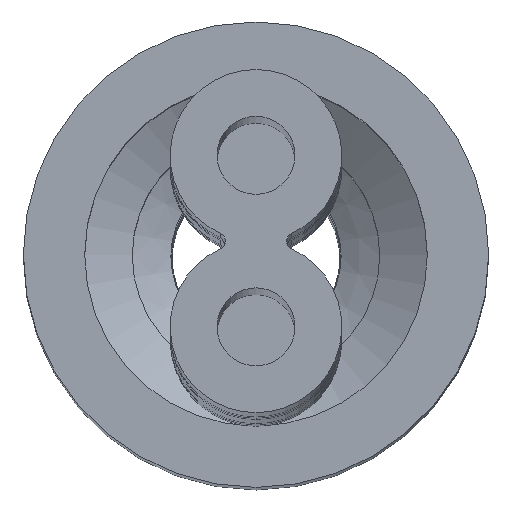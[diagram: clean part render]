
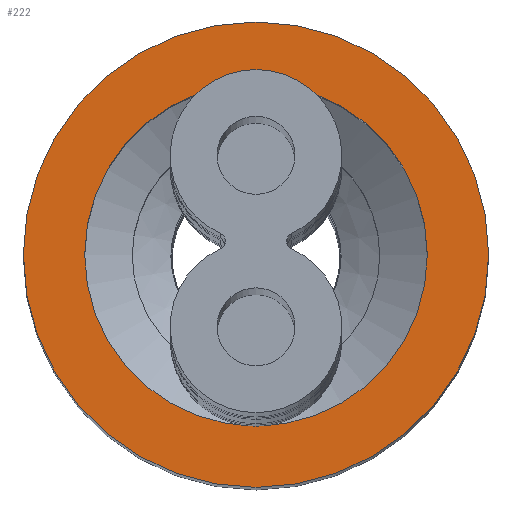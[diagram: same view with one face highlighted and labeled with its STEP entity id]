
A CAD part, top view. The second image highlights one B-rep face of the part: STEP entity #222.
In plain terms, the highlighted planar face has unit normal (0, 0, 1).
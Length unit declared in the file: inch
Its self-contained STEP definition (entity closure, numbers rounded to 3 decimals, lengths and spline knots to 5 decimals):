
#1=CARTESIAN_POINT('',(0.,0.,0.389));
#2=DIRECTION('',(0.,0.,1.));
#3=DIRECTION('',(0.,1.,0.));
#4=AXIS2_PLACEMENT_3D('',#1,#2,#3);
#6=CARTESIAN_POINT('',(0.,0.,0.389));
#7=DIRECTION('',(0.,0.,-1.));
#8=DIRECTION('',(0.,1.,0.));
#9=AXIS2_PLACEMENT_3D('',#6,#7,#8);
#147=CARTESIAN_POINT('',(0.,0.,0.389));
#148=DIRECTION('',(0.,0.,1.));
#149=DIRECTION('',(0.,1.,0.));
#150=AXIS2_PLACEMENT_3D('',#147,#148,#149);
#156=CARTESIAN_POINT('',(0.,0.,0.389));
#157=DIRECTION('',(0.,0.,-1.));
#158=DIRECTION('',(0.,1.,0.));
#159=AXIS2_PLACEMENT_3D('',#156,#157,#158);
#165=CARTESIAN_POINT('',(0.,0.0865,0.389));
#167=VERTEX_POINT('',#165);
#182=CARTESIAN_POINT('',(0.,0.1175,0.389));
#184=VERTEX_POINT('',#182);
#185=CARTESIAN_POINT('',(0.,-0.0865,0.389));
#187=VERTEX_POINT('',#185);
#202=CARTESIAN_POINT('',(0.,-0.1175,0.389));
#204=VERTEX_POINT('',#202);
#205=CARTESIAN_POINT('',(0.,0.,0.389));
#206=DIRECTION('',(0.,0.,1.));
#207=DIRECTION('',(0.,1.,0.));
#208=AXIS2_PLACEMENT_3D('',#205,#206,#207);
#209=PLANE('',#208);
#211=ORIENTED_EDGE('',*,*,#210,.F.);
#213=ORIENTED_EDGE('',*,*,#212,.T.);
#214=EDGE_LOOP('',(#211,#213));
#215=FACE_OUTER_BOUND('',#214,.F.);
#217=ORIENTED_EDGE('',*,*,#216,.F.);
#219=ORIENTED_EDGE('',*,*,#218,.T.);
#220=EDGE_LOOP('',(#217,#219));
#221=FACE_BOUND('',#220,.F.);
#222=ADVANCED_FACE('',(#215,#221),#209,.T.);
#5=CIRCLE('',#4,0.1175);
#10=CIRCLE('',#9,0.1175);
#151=CIRCLE('',#150,0.0865);
#160=CIRCLE('',#159,0.0865);
#210=EDGE_CURVE('',#184,#204,#5,.T.);
#212=EDGE_CURVE('',#184,#204,#10,.T.);
#216=EDGE_CURVE('',#167,#187,#160,.T.);
#218=EDGE_CURVE('',#167,#187,#151,.T.);
